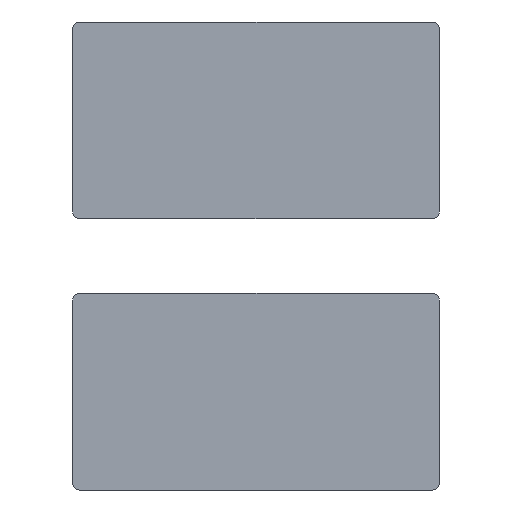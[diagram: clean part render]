
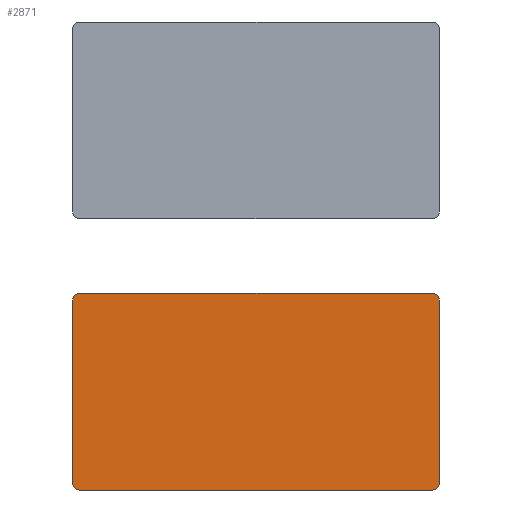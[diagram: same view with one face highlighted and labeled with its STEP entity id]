
A CAD part, front view. The second image highlights one B-rep face of the part: STEP entity #2871.
In plain terms, the highlighted planar face has unit normal (0, -1, 0).
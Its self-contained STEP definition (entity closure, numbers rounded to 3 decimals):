
#74=PLANE('',#3119);
#251=FACE_OUTER_BOUND('',#422,.T.);
#422=EDGE_LOOP('',(#2338,#2339,#2340,#2341,#2342,#2343,#2344,#2345));
#604=CIRCLE('',#3120,2.);
#605=CIRCLE('',#3121,2.);
#606=CIRCLE('',#3122,2.);
#607=CIRCLE('',#3123,2.);
#804=LINE('',#4739,#1086);
#815=LINE('',#4765,#1097);
#816=LINE('',#4769,#1098);
#817=LINE('',#4773,#1099);
#1086=VECTOR('',#3686,10.);
#1097=VECTOR('',#3705,10.);
#1098=VECTOR('',#3708,10.);
#1099=VECTOR('',#3713,10.);
#1374=VERTEX_POINT('',#4737);
#1375=VERTEX_POINT('',#4738);
#1384=VERTEX_POINT('',#4761);
#1385=VERTEX_POINT('',#4762);
#1386=VERTEX_POINT('',#4764);
#1387=VERTEX_POINT('',#4766);
#1388=VERTEX_POINT('',#4768);
#1389=VERTEX_POINT('',#4771);
#1725=EDGE_CURVE('',#1374,#1375,#804,.T.);
#1737=EDGE_CURVE('',#1384,#1385,#604,.T.);
#1738=EDGE_CURVE('',#1386,#1384,#815,.T.);
#1739=EDGE_CURVE('',#1387,#1386,#605,.T.);
#1740=EDGE_CURVE('',#1388,#1387,#816,.T.);
#1741=EDGE_CURVE('',#1375,#1388,#606,.T.);
#1742=EDGE_CURVE('',#1389,#1374,#607,.T.);
#1743=EDGE_CURVE('',#1385,#1389,#817,.T.);
#2338=ORIENTED_EDGE('',*,*,#1737,.F.);
#2339=ORIENTED_EDGE('',*,*,#1738,.F.);
#2340=ORIENTED_EDGE('',*,*,#1739,.F.);
#2341=ORIENTED_EDGE('',*,*,#1740,.F.);
#2342=ORIENTED_EDGE('',*,*,#1741,.F.);
#2343=ORIENTED_EDGE('',*,*,#1725,.F.);
#2344=ORIENTED_EDGE('',*,*,#1742,.F.);
#2345=ORIENTED_EDGE('',*,*,#1743,.F.);
#2871=ADVANCED_FACE('',(#251),#74,.F.);
#3119=AXIS2_PLACEMENT_3D('',#4760,#3701,#3702);
#3120=AXIS2_PLACEMENT_3D('',#4763,#3703,#3704);
#3121=AXIS2_PLACEMENT_3D('',#4767,#3706,#3707);
#3122=AXIS2_PLACEMENT_3D('',#4770,#3709,#3710);
#3123=AXIS2_PLACEMENT_3D('',#4772,#3711,#3712);
#3686=DIRECTION('',(0.,0.,1.));
#3701=DIRECTION('center_axis',(0.,1.,0.));
#3702=DIRECTION('ref_axis',(0.,0.,1.));
#3703=DIRECTION('center_axis',(0.,1.,0.));
#3704=DIRECTION('ref_axis',(0.707,0.,-0.707));
#3705=DIRECTION('',(0.,0.,-1.));
#3706=DIRECTION('center_axis',(0.,1.,0.));
#3707=DIRECTION('ref_axis',(0.707,0.,0.707));
#3708=DIRECTION('',(1.,0.,0.));
#3709=DIRECTION('center_axis',(0.,1.,0.));
#3710=DIRECTION('ref_axis',(-0.707,0.,0.707));
#3711=DIRECTION('center_axis',(0.,1.,0.));
#3712=DIRECTION('ref_axis',(-0.707,0.,-0.707));
#3713=DIRECTION('',(-1.,0.,0.));
#4737=CARTESIAN_POINT('',(-4.,1.,-2.));
#4738=CARTESIAN_POINT('',(-4.,1.,52.));
#4739=CARTESIAN_POINT('',(-4.,1.,10.5));
#4760=CARTESIAN_POINT('Origin',(50.,1.,25.));
#4761=CARTESIAN_POINT('',(104.,1.,-2.));
#4762=CARTESIAN_POINT('',(102.,1.,-4.));
#4763=CARTESIAN_POINT('Origin',(102.,1.,-2.));
#4764=CARTESIAN_POINT('',(104.,1.,52.));
#4765=CARTESIAN_POINT('',(104.,1.,39.5));
#4766=CARTESIAN_POINT('',(102.,1.,54.));
#4767=CARTESIAN_POINT('Origin',(102.,1.,52.));
#4768=CARTESIAN_POINT('',(-2.,1.,54.));
#4769=CARTESIAN_POINT('',(23.,1.,54.));
#4770=CARTESIAN_POINT('Origin',(-2.,1.,52.));
#4771=CARTESIAN_POINT('',(-2.,1.,-4.));
#4772=CARTESIAN_POINT('Origin',(-2.,1.,-2.));
#4773=CARTESIAN_POINT('',(77.,1.,-4.));
